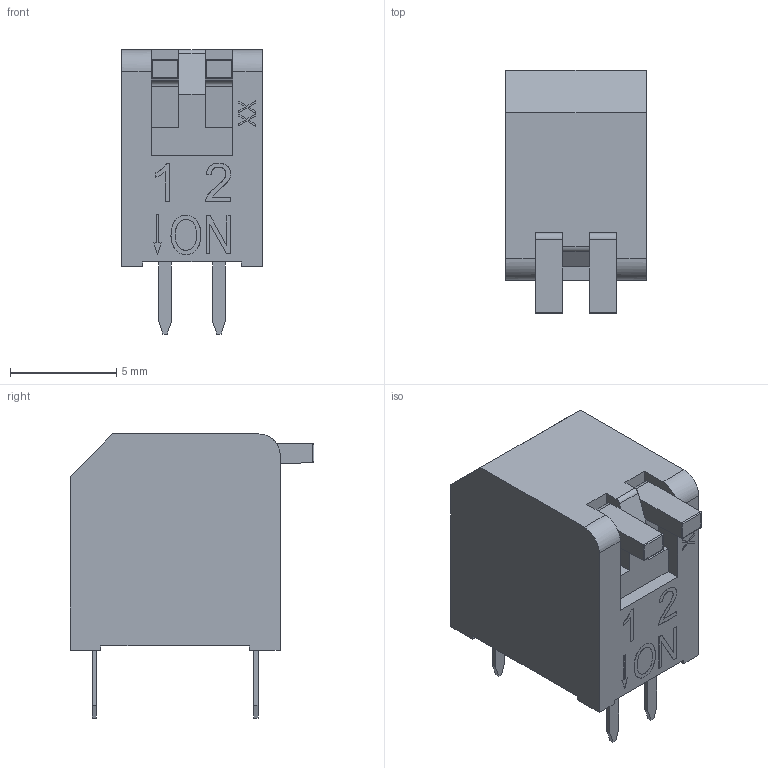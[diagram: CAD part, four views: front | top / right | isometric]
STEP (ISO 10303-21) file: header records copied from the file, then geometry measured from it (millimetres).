
FILE_DESCRIPTION(/* description */ (''),/* implementation_level */ '2;1');
FILE_NAME(/* name */ 'KAP1102E.stp',/* time_stamp */ '2023-04-13T17:20:21-05:00',/* author */ ('mwilliams'),/* organization */ (''),/* preprocessor_version */ 'ST-DEVELOPER v18',/* originating_system */ 'Autodesk Inventor 2020',/* authorisation */ '');
FILE_SCHEMA (('AUTOMOTIVE_DESIGN { 1 0 10303 214 3 1 1 }'));
Length unit declared in the file: inch
Products named in the file (1): 000017032_Shrinkwrap_1
Bounding box: 6.64 x 11.49 x 13.4 mm (x, y, z)
Volume: 632.7 mm3; surface area: 509 mm2
Topology: 1 solids, 1 shells, 177 faces, 477 edges, 314 vertices
Faces by surface type: plane 132, bspline 30, cylinder 15
Entity records: 5686 total; most frequent: CARTESIAN_POINT 1379, ORIENTED_EDGE 954, DIRECTION 741, EDGE_CURVE 477, LINE 389, VECTOR 389, VERTEX_POINT 314, EDGE_LOOP 189
